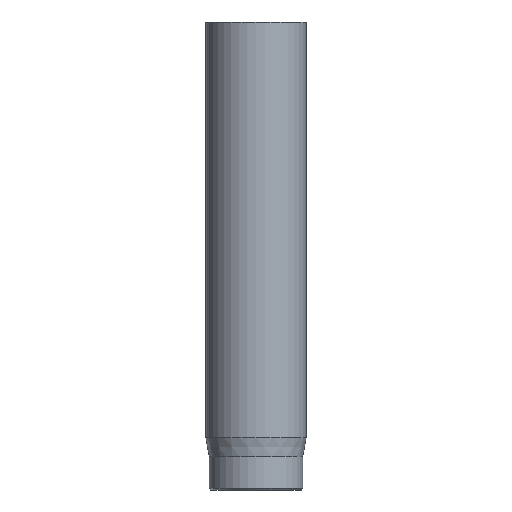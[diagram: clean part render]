
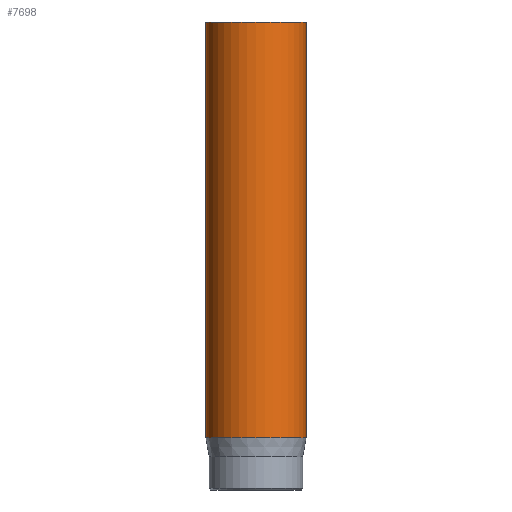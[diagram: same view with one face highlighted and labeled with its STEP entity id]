
A CAD part, front view. The second image highlights one B-rep face of the part: STEP entity #7698.
In plain terms, the highlighted cylindrical face has radius 1.5 mm (diameter 3 mm), a full revolution.
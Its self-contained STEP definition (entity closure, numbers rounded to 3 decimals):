
#42=CYLINDRICAL_SURFACE('',#8017,1.5);
#45=CIRCLE('',#7989,1.5);
#59=CIRCLE('',#8015,1.5);
#60=CIRCLE('',#8016,1.5);
#1063=FACE_OUTER_BOUND('',#1536,.T.);
#1536=EDGE_LOOP('',(#6959,#6960,#6961,#6962,#6963));
#2248=LINE('',#13910,#2970);
#2970=VECTOR('',#9226,1.5);
#3695=VERTEX_POINT('',#13857);
#3709=VERTEX_POINT('',#13904);
#3710=VERTEX_POINT('',#13905);
#4778=EDGE_CURVE('',#3695,#3695,#45,.T.);
#4799=EDGE_CURVE('',#3709,#3710,#59,.T.);
#4800=EDGE_CURVE('',#3710,#3709,#60,.T.);
#4802=EDGE_CURVE('',#3695,#3709,#2248,.T.);
#6959=ORIENTED_EDGE('',*,*,#4778,.T.);
#6960=ORIENTED_EDGE('',*,*,#4802,.T.);
#6961=ORIENTED_EDGE('',*,*,#4799,.T.);
#6962=ORIENTED_EDGE('',*,*,#4800,.T.);
#6963=ORIENTED_EDGE('',*,*,#4802,.F.);
#7698=ADVANCED_FACE('',(#1063),#42,.T.);
#7989=AXIS2_PLACEMENT_3D('',#13858,#9160,#9161);
#8015=AXIS2_PLACEMENT_3D('',#13906,#9219,#9220);
#8016=AXIS2_PLACEMENT_3D('',#13907,#9221,#9222);
#8017=AXIS2_PLACEMENT_3D('',#13909,#9224,#9225);
#9160=DIRECTION('center_axis',(0.,0.,-1.));
#9161=DIRECTION('ref_axis',(-1.,0.,0.));
#9219=DIRECTION('center_axis',(0.,0.,1.));
#9220=DIRECTION('ref_axis',(-1.,0.,0.));
#9221=DIRECTION('center_axis',(0.,0.,1.));
#9222=DIRECTION('ref_axis',(-1.,0.,0.));
#9224=DIRECTION('center_axis',(0.,0.,1.));
#9225=DIRECTION('ref_axis',(-1.,0.,0.));
#9226=DIRECTION('',(0.,0.,-1.));
#13857=CARTESIAN_POINT('',(1.5,0.,14.));
#13858=CARTESIAN_POINT('Origin',(0.,0.,14.));
#13904=CARTESIAN_POINT('',(1.5,0.,1.567));
#13905=CARTESIAN_POINT('',(-1.5,0.,1.567));
#13906=CARTESIAN_POINT('Origin',(0.,0.,1.567));
#13907=CARTESIAN_POINT('Origin',(0.,0.,1.567));
#13909=CARTESIAN_POINT('Origin',(0.,0.,0.));
#13910=CARTESIAN_POINT('',(1.5,0.,0.));
